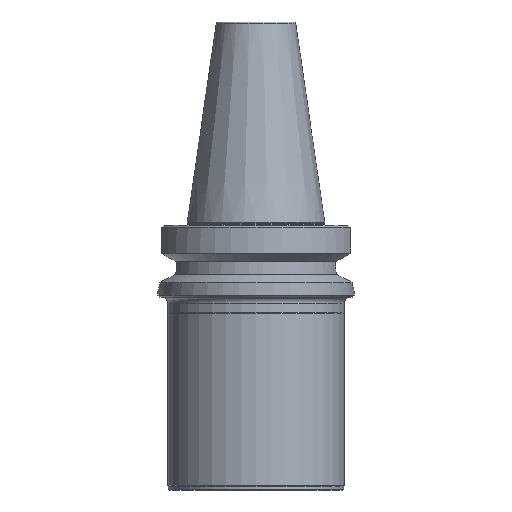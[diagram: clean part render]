
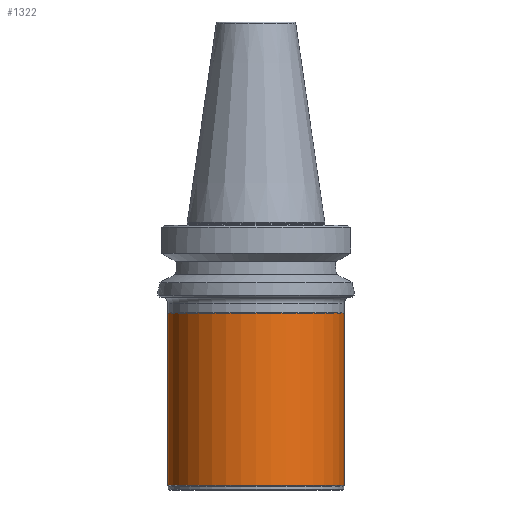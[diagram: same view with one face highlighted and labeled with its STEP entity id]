
A CAD part, front view. The second image highlights one B-rep face of the part: STEP entity #1322.
In plain terms, the highlighted cylindrical face has radius 45 mm (diameter 90 mm), a partial arc.
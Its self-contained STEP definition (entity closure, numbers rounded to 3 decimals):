
#1002=VERTEX_POINT('NONE',#2893);
#1300=EDGE_CURVE('NONE',#1002,#2066,#3238,.T.);
#1322=ADVANCED_FACE('NONE',(#3263),#3264,.T.);
#1358=VERTEX_POINT('NONE',#3306);
#1384=EDGE_CURVE('NONE',#1002,#1358,#3332,.F.);
#1880=EDGE_CURVE('NONE',#2066,#1924,#3885,.F.);
#1924=VERTEX_POINT('NONE',#3932);
#2066=VERTEX_POINT('NONE',#4092);
#2786=EDGE_CURVE('NONE',#1358,#1924,#4879,.T.);
#2893=CARTESIAN_POINT('',(45.0,0.,-133.711));
#3238=LINE('',#5561,#5562);
#3263=FACE_OUTER_BOUND('',#5629,.T.);
#3264=CYLINDRICAL_SURFACE('',#5630,45.0);
#3306=CARTESIAN_POINT('',(-45.0,0.,-133.711));
#3332=CIRCLE('',#5726,45.0);
#3885=CIRCLE('',#6875,45.0);
#3932=CARTESIAN_POINT('',(-45.0,0.,-46.15));
#4092=CARTESIAN_POINT('',(45.0,0.0,-46.15));
#4879=LINE('',#8631,#8632);
#5561=CARTESIAN_POINT('',(45.0,0.,-136.0));
#5562=VECTOR('',#9275,1000.0);
#5629=EDGE_LOOP('',(#9308,#9309,#9310,#9311));
#5630=AXIS2_PLACEMENT_3D('',#9312,#9313,#9314);
#5726=AXIS2_PLACEMENT_3D('',#9399,#9400,#9401);
#6875=AXIS2_PLACEMENT_3D('',#10045,#10046,#10047);
#8631=CARTESIAN_POINT('',(-45.0,0.,-136.0));
#8632=VECTOR('',#11150,1000.0);
#9275=DIRECTION('',(-0.0,0.0,1.0));
#9308=ORIENTED_EDGE('',*,*,#2786,.F.);
#9309=ORIENTED_EDGE('',*,*,#1384,.F.);
#9310=ORIENTED_EDGE('',*,*,#1300,.T.);
#9311=ORIENTED_EDGE('',*,*,#1880,.T.);
#9312=CARTESIAN_POINT('',(0.0,0.0,-136.0));
#9313=DIRECTION('',(-0.0,-0.0,1.0));
#9314=DIRECTION('',(1.0,0.,0.0));
#9399=CARTESIAN_POINT('',(0.0,0.0,-133.711));
#9400=DIRECTION('',(0.0,0.0,1.0));
#9401=DIRECTION('',(1.0,0.,0.0));
#10045=CARTESIAN_POINT('',(0.0,0.0,-46.15));
#10046=DIRECTION('',(0.0,0.0,1.0));
#10047=DIRECTION('',(1.0,0.,0.0));
#11150=DIRECTION('',(-0.0,0.0,1.0));
